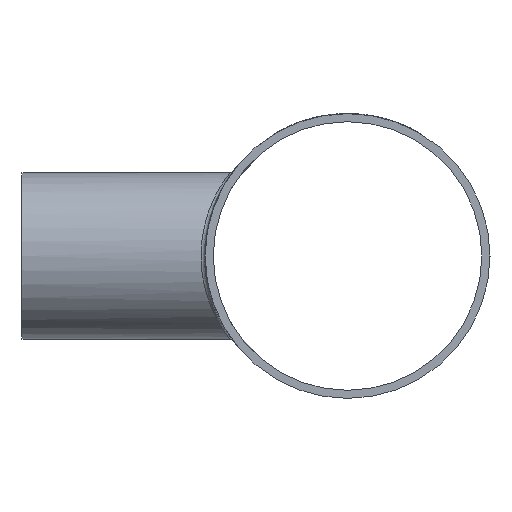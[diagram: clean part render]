
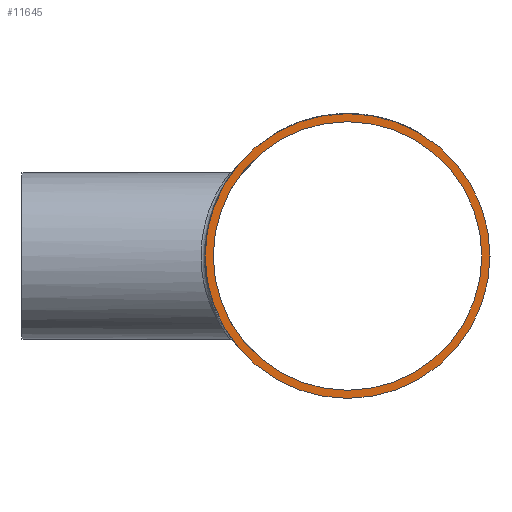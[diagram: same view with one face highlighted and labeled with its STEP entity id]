
A CAD part, left-side view. The second image highlights one B-rep face of the part: STEP entity #11645.
In plain terms, the highlighted planar face has unit normal (-1, 0, 0).
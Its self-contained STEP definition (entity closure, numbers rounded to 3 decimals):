
#541 = PLANE ( 'NONE',  #2128 ) ;
#744 = FACE_BOUND ( 'NONE', #2885, .T. ) ;
#840 = CIRCLE ( 'NONE', #9937, 35. ) ;
#1621 = CARTESIAN_POINT ( 'NONE',  ( -80., 0., 0. ) ) ;
#2128 = AXIS2_PLACEMENT_3D ( 'NONE', #8382, #19038, #19138 ) ;
#2157 = FACE_OUTER_BOUND ( 'NONE', #6348, .T. ) ;
#2885 = EDGE_LOOP ( 'NONE', ( #2966 ) ) ;
#2966 = ORIENTED_EDGE ( 'NONE', *, *, #14708, .F. ) ;
#6348 = EDGE_LOOP ( 'NONE', ( #11789 ) ) ;
#7706 = CARTESIAN_POINT ( 'NONE',  ( -80., 0., 0. ) ) ;
#8382 = CARTESIAN_POINT ( 'NONE',  ( -80., 0., 0. ) ) ;
#8792 = CARTESIAN_POINT ( 'NONE',  ( -80., 0., 33. ) ) ;
#9937 = AXIS2_PLACEMENT_3D ( 'NONE', #1621, #15341, #10782 ) ;
#10019 = VERTEX_POINT ( 'NONE', #13339 ) ;
#10782 = DIRECTION ( 'NONE',  ( 0., 0., 1. ) ) ;
#10835 = CIRCLE ( 'NONE', #17298, 33. ) ;
#11645 = ADVANCED_FACE ( 'NONE', ( #744, #2157 ), #541, .T. ) ;
#11789 = ORIENTED_EDGE ( 'NONE', *, *, #16741, .T. ) ;
#13339 = CARTESIAN_POINT ( 'NONE',  ( -80., 0., 35. ) ) ;
#14708 = EDGE_CURVE ( 'NONE', #14779, #14779, #10835, .T. ) ;
#14779 = VERTEX_POINT ( 'NONE', #8792 ) ;
#15341 = DIRECTION ( 'NONE',  ( -1., 0., 0. ) ) ;
#16741 = EDGE_CURVE ( 'NONE', #10019, #10019, #840, .T. ) ;
#17236 = DIRECTION ( 'NONE',  ( 0., 0., 1. ) ) ;
#17298 = AXIS2_PLACEMENT_3D ( 'NONE', #7706, #18551, #17236 ) ;
#18551 = DIRECTION ( 'NONE',  ( -1., 0., 0. ) ) ;
#19038 = DIRECTION ( 'NONE',  ( -1., 0., 0. ) ) ;
#19138 = DIRECTION ( 'NONE',  ( 0., 0., 1. ) ) ;
